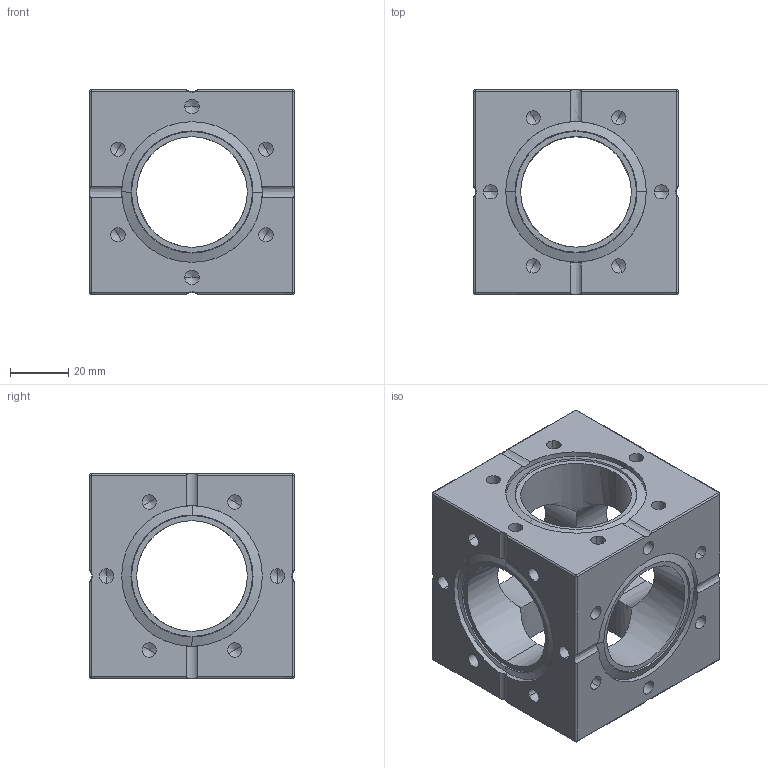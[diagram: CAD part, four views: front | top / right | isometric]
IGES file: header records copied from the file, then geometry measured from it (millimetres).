
Global section: file name: No Iges File Name specified; native system: AutoDesk Inventor R12.0; preprocessor: AutoDesk Inventor Iges Exporter R12.0; date: 20090430.155653; units: millimetre
Bounding box: 70.2 x 70.2 x 70.2 mm (x, y, z)
Volume: 172797.2 mm3; surface area: 41879.9 mm2
Topology: 1 solids, 1 shells, 256 faces, 654 edges, 352 vertices
Faces by surface type: revolution 115, bspline 79, cylinder 24, plane 18, cone 12, sphere 8
